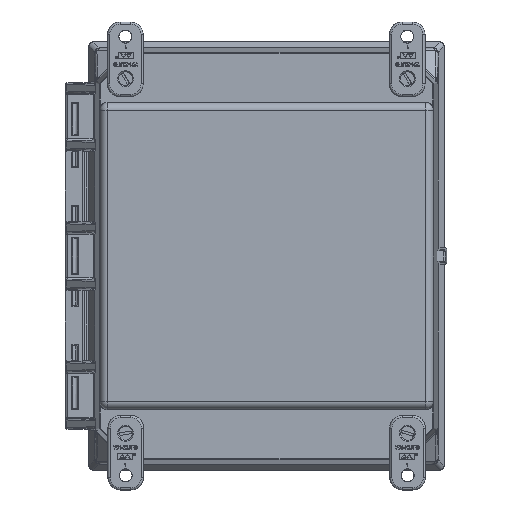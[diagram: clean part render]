
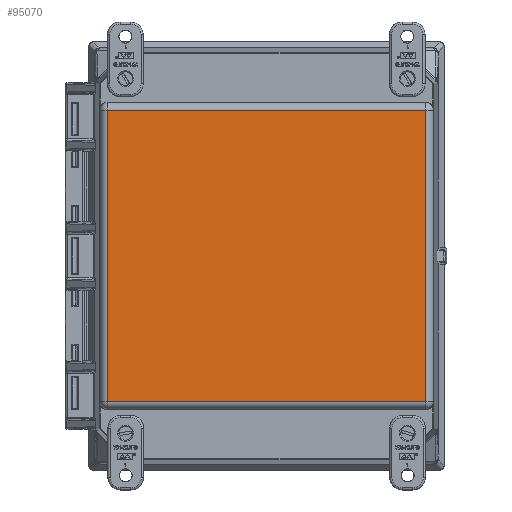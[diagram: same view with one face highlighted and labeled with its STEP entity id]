
A CAD part, front view. The second image highlights one B-rep face of the part: STEP entity #95070.
In plain terms, the highlighted planar face has unit normal (0, -1, 0).
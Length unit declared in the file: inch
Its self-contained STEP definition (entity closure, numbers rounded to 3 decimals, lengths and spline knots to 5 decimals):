
#541 = CARTESIAN_POINT ( 'NONE',  ( -3.89976, -4.125, 3.56942 ) ) ;
#1958 = EDGE_CURVE ( 'NONE', #86015, #23329, #102154, .T. ) ;
#2512 = DIRECTION ( 'NONE',  ( 0., 0., -1. ) ) ;
#3455 = VERTEX_POINT ( 'NONE', #27639 ) ;
#8172 = DIRECTION ( 'NONE',  ( 0., 0., 1. ) ) ;
#15229 = FACE_OUTER_BOUND ( 'NONE', #110970, .T. ) ;
#15528 = CARTESIAN_POINT ( 'NONE',  ( 3.89976, -4.125, 3.56942 ) ) ;
#16367 = PLANE ( 'NONE',  #106979 ) ;
#17788 = CARTESIAN_POINT ( 'NONE',  ( 4.08034, -4.125, -3.56942 ) ) ;
#21609 = EDGE_CURVE ( 'NONE', #23329, #3455, #24577, .T. ) ;
#23329 = VERTEX_POINT ( 'NONE', #541 ) ;
#24479 = VERTEX_POINT ( 'NONE', #47300 ) ;
#24577 = LINE ( 'NONE', #105279, #93140 ) ;
#26350 = DIRECTION ( 'NONE',  ( 1., 0., 0. ) ) ;
#26448 = DIRECTION ( 'NONE',  ( 0., 0., -1. ) ) ;
#27639 = CARTESIAN_POINT ( 'NONE',  ( -3.89976, -4.125, -3.56942 ) ) ;
#39748 = LINE ( 'NONE', #59574, #65347 ) ;
#45653 = CARTESIAN_POINT ( 'NONE',  ( -4.08034, -4.125, 3.56942 ) ) ;
#47300 = CARTESIAN_POINT ( 'NONE',  ( 3.89976, -4.125, -3.56942 ) ) ;
#49674 = ORIENTED_EDGE ( 'NONE', *, *, #21609, .T. ) ;
#50412 = LINE ( 'NONE', #17788, #90705 ) ;
#59574 = CARTESIAN_POINT ( 'NONE',  ( 3.89976, -4.125, 3.75 ) ) ;
#65347 = VECTOR ( 'NONE', #8172, 39.37008 ) ;
#70813 = ORIENTED_EDGE ( 'NONE', *, *, #1958, .T. ) ;
#71591 = DIRECTION ( 'NONE',  ( -1., 0., 0. ) ) ;
#73344 = ORIENTED_EDGE ( 'NONE', *, *, #92513, .T. ) ;
#75277 = EDGE_CURVE ( 'NONE', #24479, #86015, #39748, .T. ) ;
#76044 = CARTESIAN_POINT ( 'NONE',  ( -4.36, -4.125, -5.25 ) ) ;
#76437 = DIRECTION ( 'NONE',  ( 0., -1., 0. ) ) ;
#79401 = VECTOR ( 'NONE', #71591, 39.37008 ) ;
#86015 = VERTEX_POINT ( 'NONE', #15528 ) ;
#90705 = VECTOR ( 'NONE', #26350, 39.37008 ) ;
#92513 = EDGE_CURVE ( 'NONE', #3455, #24479, #50412, .T. ) ;
#93140 = VECTOR ( 'NONE', #2512, 39.37008 ) ;
#95070 = ADVANCED_FACE ( 'NONE', ( #15229 ), #16367, .T. ) ;
#97741 = ORIENTED_EDGE ( 'NONE', *, *, #75277, .T. ) ;
#102154 = LINE ( 'NONE', #45653, #79401 ) ;
#105279 = CARTESIAN_POINT ( 'NONE',  ( -3.89976, -4.125, -3.75 ) ) ;
#106979 = AXIS2_PLACEMENT_3D ( 'NONE', #76044, #76437, #26448 ) ;
#110970 = EDGE_LOOP ( 'NONE', ( #70813, #49674, #73344, #97741 ) ) ;
